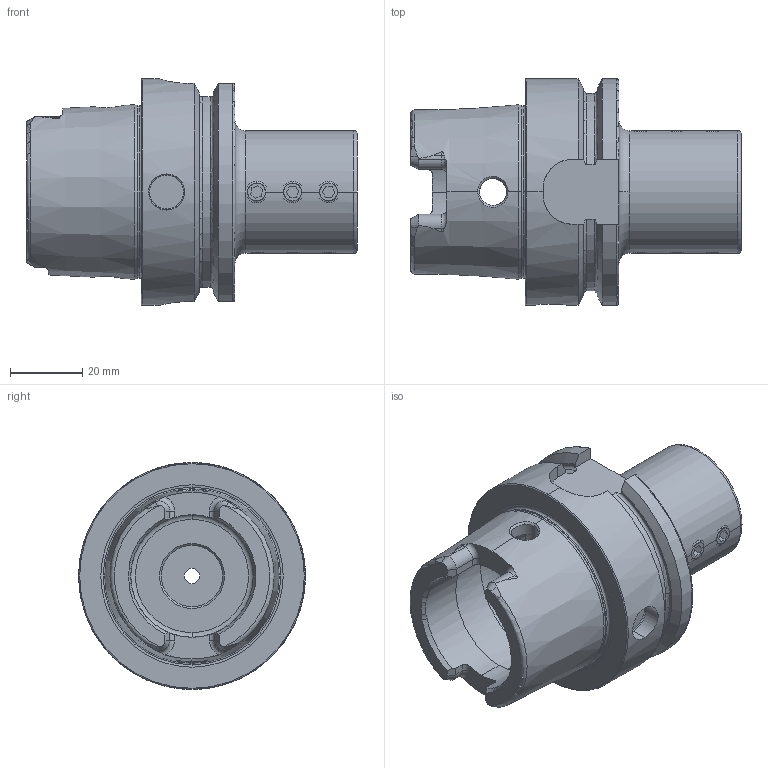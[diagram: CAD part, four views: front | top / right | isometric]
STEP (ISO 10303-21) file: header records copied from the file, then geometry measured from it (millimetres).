
FILE_DESCRIPTION (( 'STEP AP214' ), '1' );
FILE_NAME ('HA6.B06.K01.060.STEP', '2020-09-11T06:58:18', ( '' ), ( '' ), 'SwSTEP 2.0', 'SolidWorks 2017', '' );
FILE_SCHEMA (( 'AUTOMOTIVE_DESIGN' ));
Length unit declared in the file: millimetre
Products named in the file (3): HA6-B06.K01.060_B_Fertigbearbeitung; HA6.B06.K01.060; ISO 4026 - M6 x 10_PreviewCfg
Assembly tree (10 placements, depth 2):
  HA6.B06.K01.060
    HA6-B06.K01.060_B_Fertigbearbeitung
    ISO 4026 - M6 x 10_PreviewCfg  x9
Bounding box: 91.9 x 63 x 63 mm (x, y, z)
Volume: 111178.2 mm3; surface area: 30400.7 mm2
Topology: 10 solids, 10 shells, 331 faces, 850 edges, 535 vertices
Faces by surface type: plane 128, cylinder 88, cone 66, torus 37, bspline 12
Entity records: 10455 total; most frequent: CARTESIAN_POINT 3890, ORIENTED_EDGE 1188, DIRECTION 994, EDGE_CURVE 594, AXIS2_PLACEMENT_3D 399, VERTEX_POINT 375, EDGE_LOOP 223, FACE_OUTER_BOUND 211
